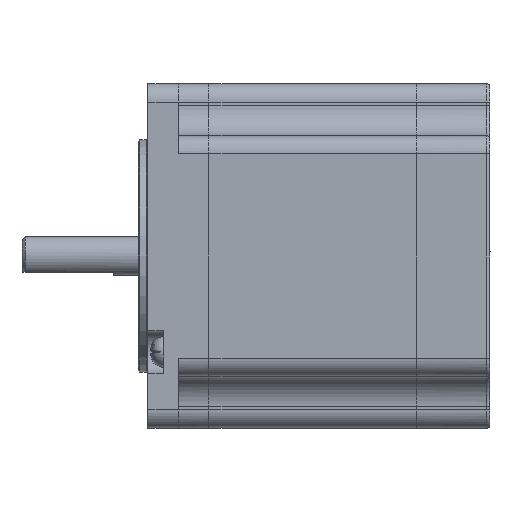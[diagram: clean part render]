
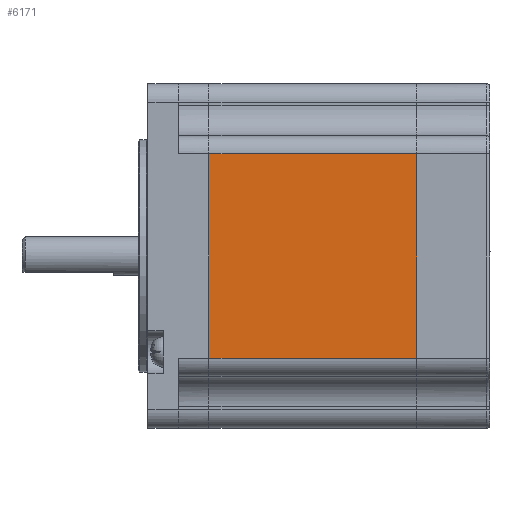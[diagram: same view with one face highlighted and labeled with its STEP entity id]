
A CAD part, left-side view. The second image highlights one B-rep face of the part: STEP entity #6171.
In plain terms, the highlighted planar face has unit normal (-1, 0, 0).
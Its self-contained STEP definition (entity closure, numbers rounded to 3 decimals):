
#2305 = VERTEX_POINT ( 'NONE', #26118 ) ;
#2527 = CARTESIAN_POINT ( 'NONE',  ( -28.2, -44., -16.7 ) ) ;
#3079 = CARTESIAN_POINT ( 'NONE',  ( -28.2, -44., 16.7 ) ) ;
#3148 = ORIENTED_EDGE ( 'NONE', *, *, #24300, .T. ) ;
#3884 = EDGE_CURVE ( 'NONE', #13821, #6917, #8545, .T. ) ;
#3972 = EDGE_CURVE ( 'NONE', #29973, #13821, #23753, .T. ) ;
#5075 = CARTESIAN_POINT ( 'NONE',  ( -28.2, -44., 16.7 ) ) ;
#5660 = CARTESIAN_POINT ( 'NONE',  ( -28.2, -44., -5.567 ) ) ;
#5890 = AXIS2_PLACEMENT_3D ( 'NONE', #25101, #20082, #8385 ) ;
#6047 = CARTESIAN_POINT ( 'NONE',  ( -28.2, -44., -16.7 ) ) ;
#6171 = ADVANCED_FACE ( 'NONE', ( #23131 ), #20543, .F. ) ;
#6915 = CARTESIAN_POINT ( 'NONE',  ( -28.2, -10., -5.567 ) ) ;
#6917 = VERTEX_POINT ( 'NONE', #6047 ) ;
#6924 = CARTESIAN_POINT ( 'NONE',  ( -28.2, -10., -16.7 ) ) ;
#8385 = DIRECTION ( 'NONE',  ( 0., 0., -1. ) ) ;
#8545 = LINE ( 'NONE', #2527, #29193 ) ;
#9659 = CARTESIAN_POINT ( 'NONE',  ( -28.2, -10., 5.567 ) ) ;
#13081 = CARTESIAN_POINT ( 'NONE',  ( -28.2, -44., -16.7 ) ) ;
#13821 = VERTEX_POINT ( 'NONE', #6924 ) ;
#14833 = CARTESIAN_POINT ( 'NONE',  ( -28.2, -10., 16.7 ) ) ;
#14907 = DIRECTION ( 'NONE',  ( 0., 1., 0. ) ) ;
#16229 = EDGE_LOOP ( 'NONE', ( #19022, #24854, #29614, #3148 ) ) ;
#18914 = CARTESIAN_POINT ( 'NONE',  ( -28.2, -10., 16.7 ) ) ;
#19022 = ORIENTED_EDGE ( 'NONE', *, *, #3972, .T. ) ;
#20082 = DIRECTION ( 'NONE',  ( 1., 0., 0. ) ) ;
#20543 = PLANE ( 'NONE',  #5890 ) ;
#21541 = EDGE_CURVE ( 'NONE', #2305, #6917, #31251, .T. ) ;
#23131 = FACE_OUTER_BOUND ( 'NONE', #16229, .T. ) ;
#23753 = B_SPLINE_CURVE_WITH_KNOTS ( 'NONE', 3,
 ( #18914, #9659, #6915, #26533 ),
 .UNSPECIFIED., .F., .F.,
 ( 4, 4 ),
 ( 0.076, 0.924 ),
 .UNSPECIFIED. ) ;
#24300 = EDGE_CURVE ( 'NONE', #2305, #29973, #27144, .T. ) ;
#24689 = VECTOR ( 'NONE', #14907, 1000. ) ;
#24854 = ORIENTED_EDGE ( 'NONE', *, *, #3884, .T. ) ;
#25101 = CARTESIAN_POINT ( 'NONE',  ( -28.2, -44., 19.7 ) ) ;
#26118 = CARTESIAN_POINT ( 'NONE',  ( -28.2, -44., 16.7 ) ) ;
#26533 = CARTESIAN_POINT ( 'NONE',  ( -28.2, -10., -16.7 ) ) ;
#27144 = LINE ( 'NONE', #5075, #24689 ) ;
#29193 = VECTOR ( 'NONE', #31697, 1000. ) ;
#29614 = ORIENTED_EDGE ( 'NONE', *, *, #21541, .F. ) ;
#29973 = VERTEX_POINT ( 'NONE', #14833 ) ;
#30625 = CARTESIAN_POINT ( 'NONE',  ( -28.2, -44., 5.567 ) ) ;
#31251 = B_SPLINE_CURVE_WITH_KNOTS ( 'NONE', 3,
 ( #3079, #30625, #5660, #13081 ),
 .UNSPECIFIED., .F., .F.,
 ( 4, 4 ),
 ( 0.076, 0.924 ),
 .UNSPECIFIED. ) ;
#31697 = DIRECTION ( 'NONE',  ( 0., -1., 0. ) ) ;
